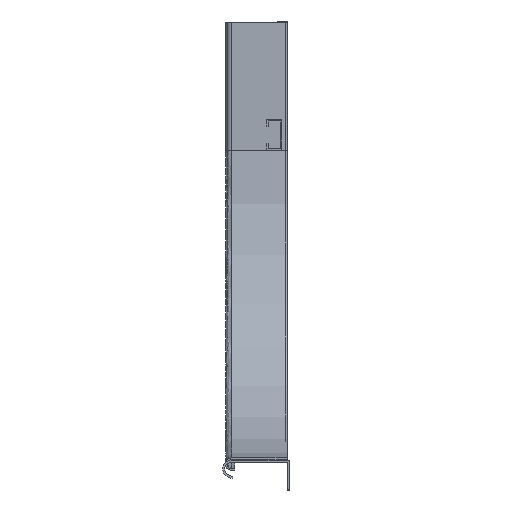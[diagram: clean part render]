
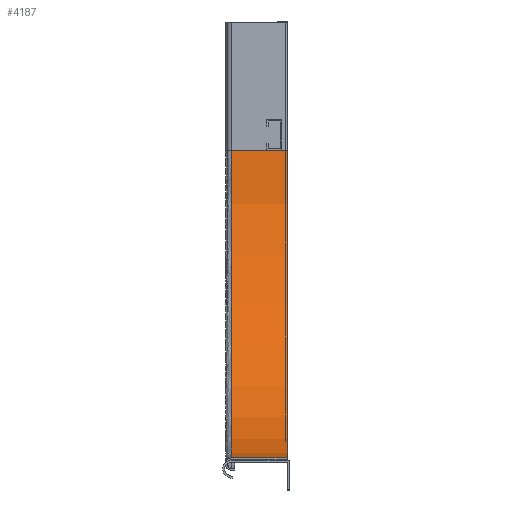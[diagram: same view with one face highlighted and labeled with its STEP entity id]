
A CAD part, left-side view. The second image highlights one B-rep face of the part: STEP entity #4187.
In plain terms, the highlighted cylindrical face has radius 300 mm (diameter 600 mm), a partial arc.
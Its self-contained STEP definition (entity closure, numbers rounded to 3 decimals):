
#164 = EDGE_CURVE ( 'NONE', #2699, #7524, #6200, .T. ) ;
#438 = CARTESIAN_POINT ( 'NONE',  ( 300., 0., -125. ) ) ;
#551 = DIRECTION ( 'NONE',  ( 0., -1., 0. ) ) ;
#1277 = CARTESIAN_POINT ( 'NONE',  ( 0., 54., -125. ) ) ;
#1475 = VECTOR ( 'NONE', #15413, 1000. ) ;
#2293 = EDGE_CURVE ( 'NONE', #5014, #8145, #6395, .T. ) ;
#2699 = VERTEX_POINT ( 'NONE', #8074 ) ;
#3107 = EDGE_CURVE ( 'NONE', #8145, #2699, #7205, .T. ) ;
#3287 = EDGE_LOOP ( 'NONE', ( #7626, #3572, #11405, #5695 ) ) ;
#3414 = CARTESIAN_POINT ( 'NONE',  ( 300., 54., -425. ) ) ;
#3481 = AXIS2_PLACEMENT_3D ( 'NONE', #14673, #14641, #14562 ) ;
#3572 = ORIENTED_EDGE ( 'NONE', *, *, #2293, .F. ) ;
#3644 = FACE_OUTER_BOUND ( 'NONE', #3287, .T. ) ;
#4187 = ADVANCED_FACE ( 'NONE', ( #3644 ), #14668, .F. ) ;
#4767 = AXIS2_PLACEMENT_3D ( 'NONE', #4839, #14342, #6168 ) ;
#4839 = CARTESIAN_POINT ( 'NONE',  ( 300., 54., -125. ) ) ;
#5014 = VERTEX_POINT ( 'NONE', #3414 ) ;
#5695 = ORIENTED_EDGE ( 'NONE', *, *, #164, .F. ) ;
#6168 = DIRECTION ( 'NONE',  ( 0., 0., -1. ) ) ;
#6200 = LINE ( 'NONE', #14271, #8111 ) ;
#6395 = LINE ( 'NONE', #15296, #1475 ) ;
#6958 = CARTESIAN_POINT ( 'NONE',  ( 300., 0., -425. ) ) ;
#7205 = CIRCLE ( 'NONE', #3481, 300. ) ;
#7524 = VERTEX_POINT ( 'NONE', #1277 ) ;
#7626 = ORIENTED_EDGE ( 'NONE', *, *, #3107, .F. ) ;
#8074 = CARTESIAN_POINT ( 'NONE',  ( 0., 0., -125. ) ) ;
#8111 = VECTOR ( 'NONE', #16648, 1000. ) ;
#8145 = VERTEX_POINT ( 'NONE', #6958 ) ;
#11405 = ORIENTED_EDGE ( 'NONE', *, *, #15313, .F. ) ;
#11544 = CIRCLE ( 'NONE', #4767, 300. ) ;
#13844 = DIRECTION ( 'NONE',  ( 0., 0., -1. ) ) ;
#14219 = AXIS2_PLACEMENT_3D ( 'NONE', #438, #551, #13844 ) ;
#14271 = CARTESIAN_POINT ( 'NONE',  ( 0., 0., -125. ) ) ;
#14342 = DIRECTION ( 'NONE',  ( 0., -1., 0. ) ) ;
#14562 = DIRECTION ( 'NONE',  ( 0., 0., -1. ) ) ;
#14641 = DIRECTION ( 'NONE',  ( 0., 1., 0. ) ) ;
#14668 = CYLINDRICAL_SURFACE ( 'NONE', #14219, 300. ) ;
#14673 = CARTESIAN_POINT ( 'NONE',  ( 300., 0., -125. ) ) ;
#15296 = CARTESIAN_POINT ( 'NONE',  ( 300., 0., -425. ) ) ;
#15313 = EDGE_CURVE ( 'NONE', #7524, #5014, #11544, .T. ) ;
#15413 = DIRECTION ( 'NONE',  ( 0., -1., 0. ) ) ;
#16648 = DIRECTION ( 'NONE',  ( 0., 1., 0. ) ) ;
